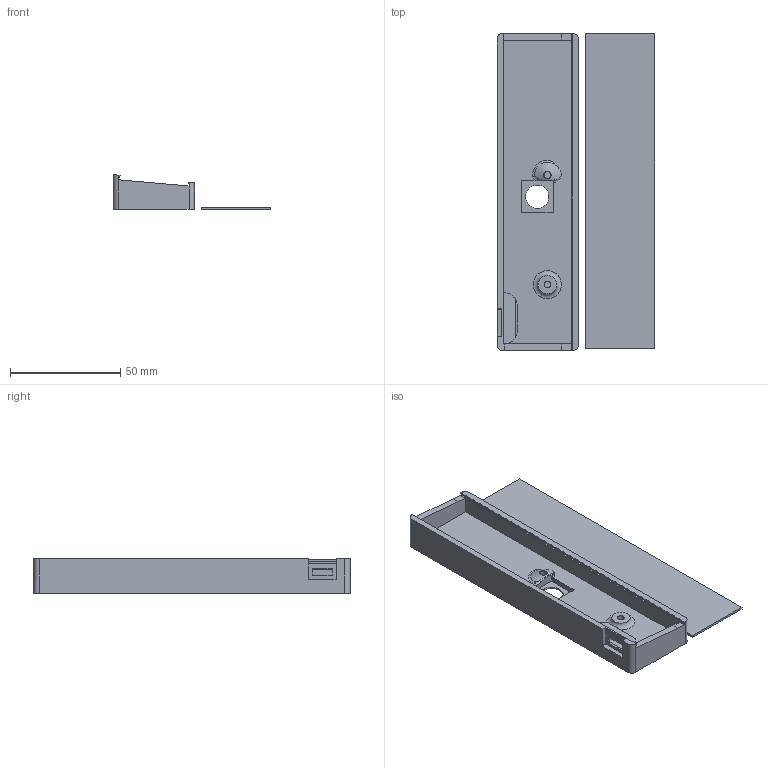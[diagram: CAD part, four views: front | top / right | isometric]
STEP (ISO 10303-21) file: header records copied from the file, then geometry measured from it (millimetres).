
FILE_DESCRIPTION(('HOOPS Exchange Step'),'2;1');
FILE_NAME('temp_export','2022-11-18T10:58:16-07:00',('quinnnelson'),('Shapr3D Limited'),'HOOPS Exchange 2022.1','Shapr3D','Authorized');
FILE_SCHEMA( ('AUTOMOTIVE_DESIGN { 1 0 10303 214 1 1 1 1 }') );
Length unit declared in the file: millimetre
Products named in the file (1): root
Bounding box: 71.72 x 144 x 15.76 mm (x, y, z)
Volume: 30796.2 mm3; surface area: 29280.4 mm2
Topology: 3 solids, 3 shells, 84 faces, 219 edges, 147 vertices
Faces by surface type: plane 60, cylinder 17, bspline 3, torus 2, cone 1, offset 1
Full cylindrical faces by diameter (mm): 1.2 x2, 3 x2, 10.5 x1
Entity records: 3831 total; most frequent: CARTESIAN_POINT 1700, ORIENTED_EDGE 438, DIRECTION 430, EDGE_CURVE 219, VERTEX_POINT 147, VECTOR 144, LINE 144, AXIS2_PLACEMENT_3D 143
